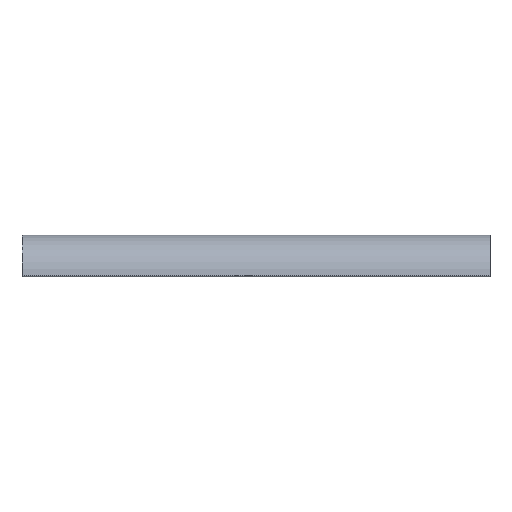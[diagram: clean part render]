
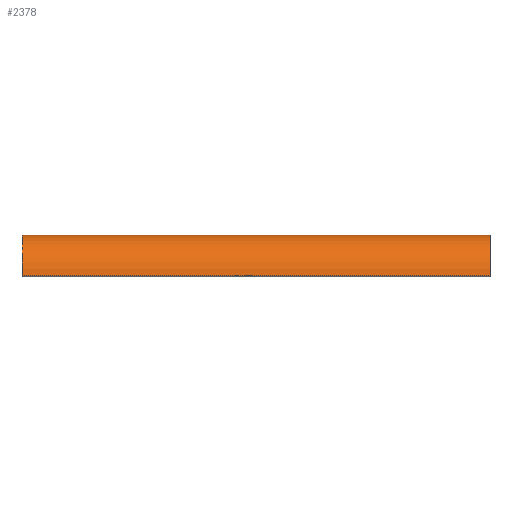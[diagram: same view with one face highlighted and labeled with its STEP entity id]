
A CAD part, top view. The second image highlights one B-rep face of the part: STEP entity #2378.
In plain terms, the highlighted cylindrical face has radius 89.667 mm (diameter 179.335 mm), a partial arc.
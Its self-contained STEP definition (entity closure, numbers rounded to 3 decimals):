
#176=CIRCLE('',#2638,89.667);
#177=CIRCLE('',#2639,89.667);
#249=CYLINDRICAL_SURFACE('',#2637,89.667);
#365=FACE_OUTER_BOUND('',#484,.T.);
#484=EDGE_LOOP('',(#1970,#1971,#1972,#1973));
#715=LINE('',#4066,#924);
#716=LINE('',#4072,#925);
#924=VECTOR('',#3356,1.);
#925=VECTOR('',#3363,1.);
#1157=VERTEX_POINT('',#4062);
#1158=VERTEX_POINT('',#4064);
#1159=VERTEX_POINT('',#4068);
#1160=VERTEX_POINT('',#4070);
#1505=EDGE_CURVE('',#1157,#1158,#715,.T.);
#1506=EDGE_CURVE('',#1159,#1157,#176,.T.);
#1507=EDGE_CURVE('',#1160,#1158,#177,.T.);
#1508=EDGE_CURVE('',#1159,#1160,#716,.T.);
#1970=ORIENTED_EDGE('',*,*,#1506,.T.);
#1971=ORIENTED_EDGE('',*,*,#1505,.T.);
#1972=ORIENTED_EDGE('',*,*,#1507,.F.);
#1973=ORIENTED_EDGE('',*,*,#1508,.F.);
#2378=ADVANCED_FACE('',(#365),#249,.T.);
#2637=AXIS2_PLACEMENT_3D('',#4067,#3357,#3358);
#2638=AXIS2_PLACEMENT_3D('',#4069,#3359,#3360);
#2639=AXIS2_PLACEMENT_3D('',#4071,#3361,#3362);
#3356=DIRECTION('',(1.,0.,0.));
#3357=DIRECTION('center_axis',(1.,0.,0.));
#3358=DIRECTION('ref_axis',(0.,1.,0.029));
#3359=DIRECTION('center_axis',(1.,0.,0.));
#3360=DIRECTION('ref_axis',(0.,1.,0.029));
#3361=DIRECTION('center_axis',(1.,0.,0.));
#3362=DIRECTION('ref_axis',(0.,1.,0.029));
#3363=DIRECTION('',(1.,0.,0.));
#4062=CARTESIAN_POINT('',(0.,2.572,89.63));
#4064=CARTESIAN_POINT('',(1000.,2.572,89.63));
#4066=CARTESIAN_POINT('',(0.,2.572,89.63));
#4067=CARTESIAN_POINT('Origin',(0.,0.,0.));
#4068=CARTESIAN_POINT('',(0.,89.63,2.572));
#4069=CARTESIAN_POINT('Origin',(0.,0.,0.));
#4070=CARTESIAN_POINT('',(1000.,89.63,2.572));
#4071=CARTESIAN_POINT('Origin',(1000.,0.,0.));
#4072=CARTESIAN_POINT('',(0.,89.63,2.572));
